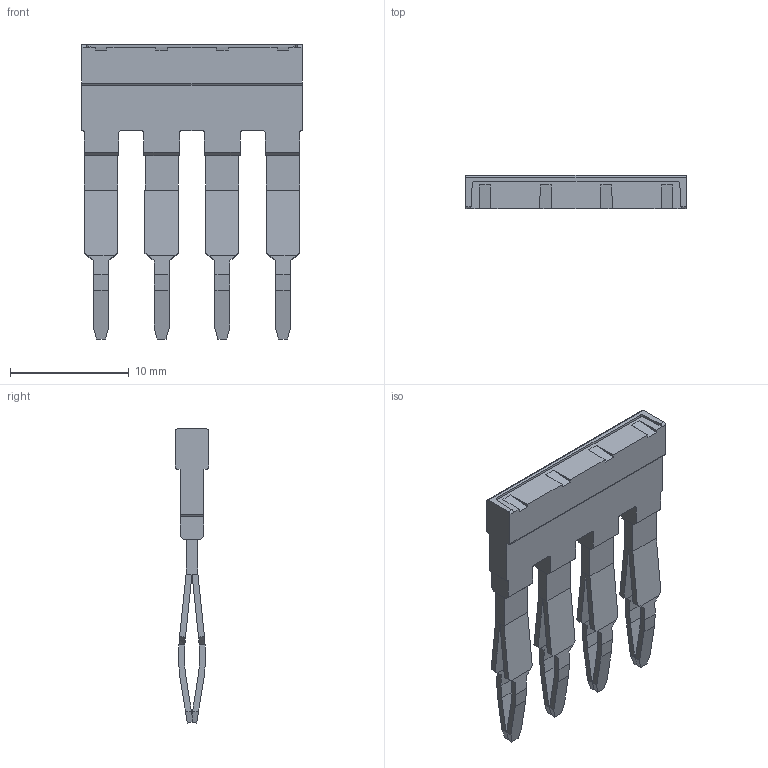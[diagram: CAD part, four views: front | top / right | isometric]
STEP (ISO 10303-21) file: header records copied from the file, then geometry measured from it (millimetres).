
FILE_DESCRIPTION(('CATIA V5 STEP Exchange','CAx-IF Rec.Pracs.--- Model Styling and Organization---1.4--- 2014-01-23'),'2;1');
FILE_NAME ('1373963-4_1', '2023-03-03T12:04:33+00:00', ('none'), ('Weidmueller'), 'CATIA Version 5-6 Release 2016 SP3 HF44', 'CATIA V5 STEP AP214', 'none');
FILE_SCHEMA(('AUTOMOTIVE_DESIGN { 1 0 10303 214 1 1 1 1 }'));
Length unit declared in the file: millimetre
Products named in the file (1): 2831690000
Bounding box: 18.5 x 2.8 x 24.72 mm (x, y, z)
Volume: 383.5 mm3; surface area: 1315.1 mm2
Topology: 5 solids, 5 shells, 246 faces, 707 edges, 461 vertices
Faces by surface type: plane 213, cylinder 17, bspline 16
Entity records: 7759 total; most frequent: CARTESIAN_POINT 1912, ORIENTED_EDGE 1414, DIRECTION 871, EDGE_CURVE 707, VECTOR 573, LINE 573, VERTEX_POINT 461, EDGE_LOOP 250
